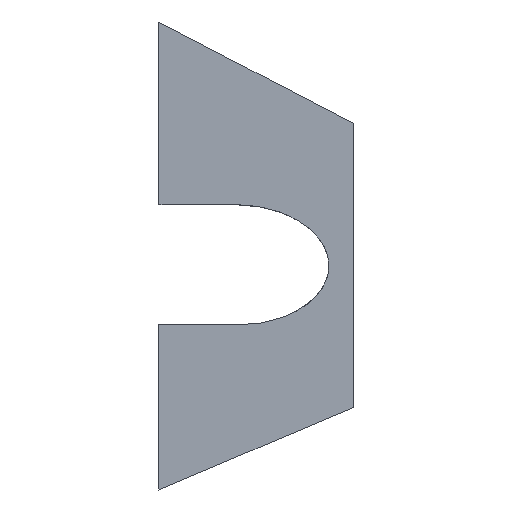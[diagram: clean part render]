
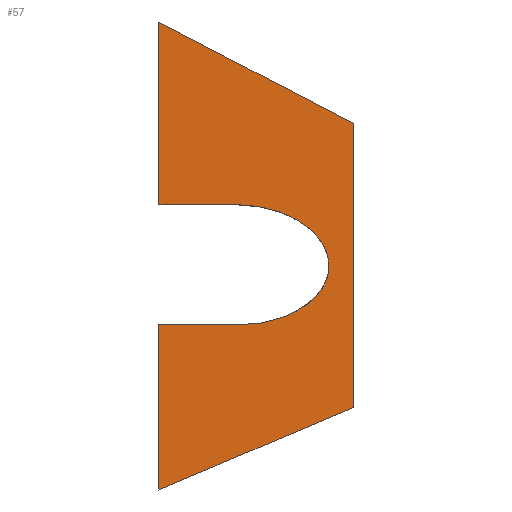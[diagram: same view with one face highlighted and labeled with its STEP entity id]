
A CAD part, front view. The second image highlights one B-rep face of the part: STEP entity #57.
In plain terms, the highlighted planar face has unit normal (0, -1, 0).
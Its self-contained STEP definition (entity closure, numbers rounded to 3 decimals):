
#21 = EDGE_CURVE('',#22,#24,#26,.T.);
#22 = VERTEX_POINT('',#23);
#23 = CARTESIAN_POINT('',(165.352,-51.983,76.898));
#24 = VERTEX_POINT('',#25);
#25 = CARTESIAN_POINT('',(191.999,-51.983,62.985));
#26 = LINE('',#27,#28);
#27 = CARTESIAN_POINT('',(165.352,-51.983,76.898));
#28 = VECTOR('',#29,1.);
#29 = DIRECTION('',(0.886,0.,-0.463));
#57 = ADVANCED_FACE('',(#58),#226,.F.);
#58 = FACE_BOUND('',#59,.F.);
#59 = EDGE_LOOP('',(#60,#70,#78,#84,#85,#93,#101,#109,#117,#125));
#60 = ORIENTED_EDGE('',*,*,#61,.T.);
#61 = EDGE_CURVE('',#62,#64,#66,.T.);
#62 = VERTEX_POINT('',#63);
#63 = CARTESIAN_POINT('',(176.014,-51.983,51.823));
#64 = VERTEX_POINT('',#65);
#65 = CARTESIAN_POINT('',(167.352,-51.983,51.823));
#66 = LINE('',#67,#68);
#67 = CARTESIAN_POINT('',(176.308,-51.983,51.823));
#68 = VECTOR('',#69,1.);
#69 = DIRECTION('',(-1.,0.,0.));
#70 = ORIENTED_EDGE('',*,*,#71,.T.);
#71 = EDGE_CURVE('',#64,#72,#74,.T.);
#72 = VERTEX_POINT('',#73);
#73 = CARTESIAN_POINT('',(165.352,-51.983,51.823));
#74 = LINE('',#75,#76);
#75 = CARTESIAN_POINT('',(167.352,-51.983,51.823));
#76 = VECTOR('',#77,1.);
#77 = DIRECTION('',(-1.,0.,0.));
#78 = ORIENTED_EDGE('',*,*,#79,.T.);
#79 = EDGE_CURVE('',#72,#22,#80,.T.);
#80 = LINE('',#81,#82);
#81 = CARTESIAN_POINT('',(165.352,-51.983,12.674));
#82 = VECTOR('',#83,1.);
#83 = DIRECTION('',(0.,0.,1.));
#84 = ORIENTED_EDGE('',*,*,#21,.T.);
#85 = ORIENTED_EDGE('',*,*,#86,.T.);
#86 = EDGE_CURVE('',#24,#87,#89,.T.);
#87 = VERTEX_POINT('',#88);
#88 = CARTESIAN_POINT('',(191.999,-51.983,23.998));
#89 = LINE('',#90,#91);
#90 = CARTESIAN_POINT('',(191.999,-51.983,62.985));
#91 = VECTOR('',#92,1.);
#92 = DIRECTION('',(0.,0.,-1.));
#93 = ORIENTED_EDGE('',*,*,#94,.T.);
#94 = EDGE_CURVE('',#87,#95,#97,.T.);
#95 = VERTEX_POINT('',#96);
#96 = CARTESIAN_POINT('',(165.352,-51.983,12.674));
#97 = LINE('',#98,#99);
#98 = CARTESIAN_POINT('',(191.999,-51.983,23.998));
#99 = VECTOR('',#100,1.);
#100 = DIRECTION('',(-0.92,-0.,-0.391));
#101 = ORIENTED_EDGE('',*,*,#102,.T.);
#102 = EDGE_CURVE('',#95,#103,#105,.T.);
#103 = VERTEX_POINT('',#104);
#104 = CARTESIAN_POINT('',(165.352,-51.983,35.338));
#105 = LINE('',#106,#107);
#106 = CARTESIAN_POINT('',(165.352,-51.983,12.674));
#107 = VECTOR('',#108,1.);
#108 = DIRECTION('',(0.,0.,1.));
#109 = ORIENTED_EDGE('',*,*,#110,.F.);
#110 = EDGE_CURVE('',#111,#103,#113,.T.);
#111 = VERTEX_POINT('',#112);
#112 = CARTESIAN_POINT('',(167.352,-51.983,35.338));
#113 = LINE('',#114,#115);
#114 = CARTESIAN_POINT('',(167.352,-51.983,35.338));
#115 = VECTOR('',#116,1.);
#116 = DIRECTION('',(-1.,0.,0.));
#117 = ORIENTED_EDGE('',*,*,#118,.F.);
#118 = EDGE_CURVE('',#119,#111,#121,.T.);
#119 = VERTEX_POINT('',#120);
#120 = CARTESIAN_POINT('',(176.014,-51.983,35.338));
#121 = LINE('',#122,#123);
#122 = CARTESIAN_POINT('',(176.308,-51.983,35.338));
#123 = VECTOR('',#124,1.);
#124 = DIRECTION('',(-1.,0.,0.));
#125 = ORIENTED_EDGE('',*,*,#126,.T.);
#126 = EDGE_CURVE('',#119,#62,#127,.T.);
#127 = B_SPLINE_CURVE_WITH_KNOTS('',7,(#128,#129,#130,#131,#132,#133,
    #134,#135,#136,#137,#138,#139,#140,#141,#142,#143,#144,#145,#146,
    #147,#148,#149,#150,#151,#152,#153,#154,#155,#156,#157,#158,#159,
    #160,#161,#162,#163,#164,#165,#166,#167,#168,#169,#170,#171,#172,
    #173,#174,#175,#176,#177,#178,#179,#180,#181,#182,#183,#184,#185,
    #186,#187,#188,#189,#190,#191,#192,#193,#194,#195,#196,#197,#198,
    #199,#200,#201,#202,#203,#204,#205,#206,#207,#208,#209,#210,#211,
    #212,#213,#214,#215,#216,#217,#218,#219,#220,#221,#222,#223,#224,
    #225),.UNSPECIFIED.,.F.,.F.,(8,6,6,6,6,6,6,6,6,6,6,6,6,6,6,6,8),(0.,
    0.138,0.207,0.277,0.356,
    0.412,0.44,0.457,0.496,
    0.551,0.579,0.635,0.714,
    0.842,0.906,0.97,1.),.UNSPECIFIED.);
#128 = CARTESIAN_POINT('',(176.014,-51.983,35.338));
#129 = CARTESIAN_POINT('',(176.669,-51.983,35.331));
#130 = CARTESIAN_POINT('',(177.325,-51.983,35.35));
#131 = CARTESIAN_POINT('',(177.98,-51.983,35.395));
#132 = CARTESIAN_POINT('',(178.633,-51.983,35.466));
#133 = CARTESIAN_POINT('',(179.283,-51.983,35.563));
#134 = CARTESIAN_POINT('',(179.927,-51.983,35.688));
#135 = CARTESIAN_POINT('',(180.884,-51.983,35.918));
#136 = CARTESIAN_POINT('',(181.201,-51.983,36.001));
#137 = CARTESIAN_POINT('',(181.516,-51.983,36.092));
#138 = CARTESIAN_POINT('',(181.828,-51.983,36.19));
#139 = CARTESIAN_POINT('',(182.139,-51.983,36.296));
#140 = CARTESIAN_POINT('',(182.447,-51.983,36.41));
#141 = CARTESIAN_POINT('',(183.06,-51.983,36.654));
#142 = CARTESIAN_POINT('',(183.365,-51.983,36.785));
#143 = CARTESIAN_POINT('',(183.667,-51.983,36.924));
#144 = CARTESIAN_POINT('',(183.965,-51.983,37.072));
#145 = CARTESIAN_POINT('',(184.258,-51.983,37.229));
#146 = CARTESIAN_POINT('',(184.547,-51.983,37.395));
#147 = CARTESIAN_POINT('',(185.148,-51.983,37.767));
#148 = CARTESIAN_POINT('',(185.459,-51.983,37.977));
#149 = CARTESIAN_POINT('',(185.762,-51.983,38.198));
#150 = CARTESIAN_POINT('',(186.055,-51.983,38.432));
#151 = CARTESIAN_POINT('',(186.338,-51.983,38.68));
#152 = CARTESIAN_POINT('',(186.608,-51.983,38.94));
#153 = CARTESIAN_POINT('',(187.045,-51.983,39.407));
#154 = CARTESIAN_POINT('',(187.22,-51.983,39.608));
#155 = CARTESIAN_POINT('',(187.386,-51.983,39.815));
#156 = CARTESIAN_POINT('',(187.544,-51.983,40.029));
#157 = CARTESIAN_POINT('',(187.692,-51.983,40.249));
#158 = CARTESIAN_POINT('',(187.831,-51.983,40.476));
#159 = CARTESIAN_POINT('',(188.022,-51.983,40.825));
#160 = CARTESIAN_POINT('',(188.082,-51.983,40.943));
#161 = CARTESIAN_POINT('',(188.14,-51.983,41.063));
#162 = CARTESIAN_POINT('',(188.196,-51.983,41.183));
#163 = CARTESIAN_POINT('',(188.248,-51.983,41.305));
#164 = CARTESIAN_POINT('',(188.296,-51.983,41.429));
#165 = CARTESIAN_POINT('',(188.369,-51.983,41.629));
#166 = CARTESIAN_POINT('',(188.396,-51.983,41.705));
#167 = CARTESIAN_POINT('',(188.421,-51.983,41.781));
#168 = CARTESIAN_POINT('',(188.445,-51.983,41.858));
#169 = CARTESIAN_POINT('',(188.468,-51.983,41.935));
#170 = CARTESIAN_POINT('',(188.489,-51.983,42.013));
#171 = CARTESIAN_POINT('',(188.555,-51.983,42.27));
#172 = CARTESIAN_POINT('',(188.595,-51.983,42.45));
#173 = CARTESIAN_POINT('',(188.627,-51.983,42.632));
#174 = CARTESIAN_POINT('',(188.652,-51.983,42.815));
#175 = CARTESIAN_POINT('',(188.67,-51.983,42.999));
#176 = CARTESIAN_POINT('',(188.68,-51.983,43.184));
#177 = CARTESIAN_POINT('',(188.687,-51.983,43.629));
#178 = CARTESIAN_POINT('',(188.676,-51.983,43.889));
#179 = CARTESIAN_POINT('',(188.65,-51.983,44.149));
#180 = CARTESIAN_POINT('',(188.61,-51.983,44.407));
#181 = CARTESIAN_POINT('',(188.556,-51.983,44.662));
#182 = CARTESIAN_POINT('',(188.489,-51.983,44.914));
#183 = CARTESIAN_POINT('',(188.367,-51.983,45.288));
#184 = CARTESIAN_POINT('',(188.323,-51.983,45.413));
#185 = CARTESIAN_POINT('',(188.276,-51.983,45.537));
#186 = CARTESIAN_POINT('',(188.225,-51.983,45.66));
#187 = CARTESIAN_POINT('',(188.171,-51.983,45.781));
#188 = CARTESIAN_POINT('',(188.115,-51.983,45.901));
#189 = CARTESIAN_POINT('',(187.937,-51.983,46.257));
#190 = CARTESIAN_POINT('',(187.807,-51.983,46.489));
#191 = CARTESIAN_POINT('',(187.666,-51.983,46.714));
#192 = CARTESIAN_POINT('',(187.516,-51.983,46.934));
#193 = CARTESIAN_POINT('',(187.358,-51.983,47.147));
#194 = CARTESIAN_POINT('',(187.191,-51.983,47.354));
#195 = CARTESIAN_POINT('',(186.771,-51.983,47.837));
#196 = CARTESIAN_POINT('',(186.51,-51.983,48.107));
#197 = CARTESIAN_POINT('',(186.237,-51.983,48.364));
#198 = CARTESIAN_POINT('',(185.952,-51.983,48.609));
#199 = CARTESIAN_POINT('',(185.657,-51.983,48.841));
#200 = CARTESIAN_POINT('',(185.354,-51.983,49.061));
#201 = CARTESIAN_POINT('',(184.538,-51.983,49.609));
#202 = CARTESIAN_POINT('',(184.013,-51.983,49.917));
#203 = CARTESIAN_POINT('',(183.471,-51.983,50.197));
#204 = CARTESIAN_POINT('',(182.917,-51.983,50.448));
#205 = CARTESIAN_POINT('',(182.351,-51.983,50.674));
#206 = CARTESIAN_POINT('',(181.777,-51.983,50.874));
#207 = CARTESIAN_POINT('',(180.904,-51.983,51.137));
#208 = CARTESIAN_POINT('',(180.611,-51.983,51.219));
#209 = CARTESIAN_POINT('',(180.316,-51.983,51.295));
#210 = CARTESIAN_POINT('',(180.02,-51.983,51.364));
#211 = CARTESIAN_POINT('',(179.722,-51.983,51.428));
#212 = CARTESIAN_POINT('',(179.424,-51.983,51.486));
#213 = CARTESIAN_POINT('',(178.825,-51.983,51.591));
#214 = CARTESIAN_POINT('',(178.524,-51.983,51.638));
#215 = CARTESIAN_POINT('',(178.223,-51.983,51.679));
#216 = CARTESIAN_POINT('',(177.921,-51.983,51.714));
#217 = CARTESIAN_POINT('',(177.618,-51.983,51.744));
#218 = CARTESIAN_POINT('',(177.315,-51.983,51.769));
#219 = CARTESIAN_POINT('',(176.869,-51.983,51.796));
#220 = CARTESIAN_POINT('',(176.726,-51.983,51.804));
#221 = CARTESIAN_POINT('',(176.584,-51.983,51.81));
#222 = CARTESIAN_POINT('',(176.441,-51.983,51.815));
#223 = CARTESIAN_POINT('',(176.299,-51.983,51.819));
#224 = CARTESIAN_POINT('',(176.156,-51.983,51.822));
#225 = CARTESIAN_POINT('',(176.014,-51.983,51.823));
#226 = PLANE('',#227);
#227 = AXIS2_PLACEMENT_3D('',#228,#229,#230);
#228 = CARTESIAN_POINT('',(176.603,-51.983,44.416));
#229 = DIRECTION('',(0.,1.,0.));
#230 = DIRECTION('',(0.,0.,1.));
